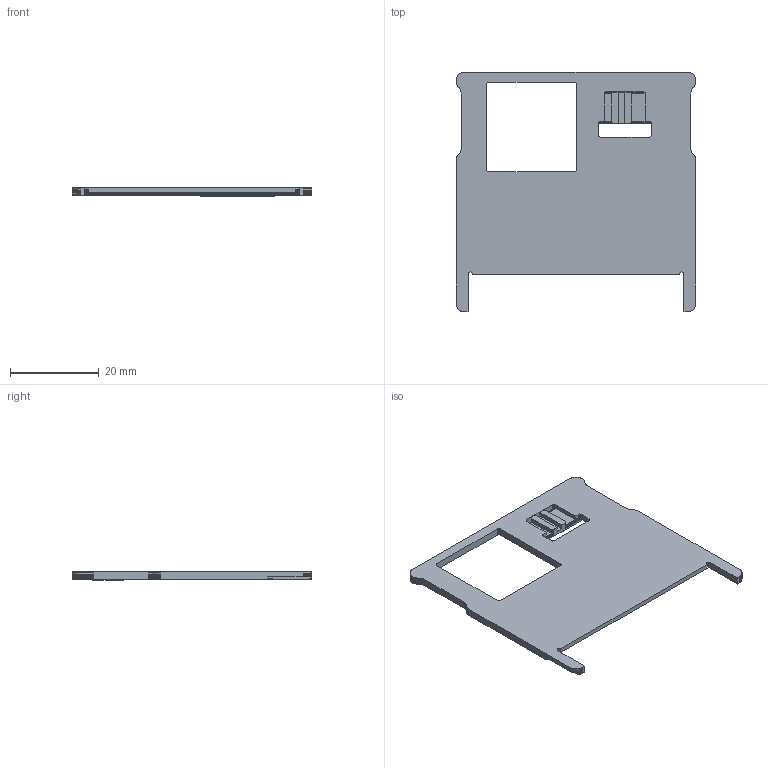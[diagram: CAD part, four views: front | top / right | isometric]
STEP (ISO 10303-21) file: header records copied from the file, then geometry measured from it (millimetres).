
FILE_DESCRIPTION(('FreeCAD Model'),'2;1');
FILE_NAME('Open CASCADE Shape Model','2024-10-04T17:40:03',(''),(''), 'Open CASCADE STEP processor 7.6','FreeCAD','Unknown');
FILE_SCHEMA(('AP242_MANAGED_MODEL_BASED_3D_ENGINEERING_MIM_LF. {1 0 10303 442 1 1 4 }'));
Length unit declared in the file: millimetre
Products named in the file (1): WP_2_IC_Card_Cover_MRAM_512_shielded002
Bounding box: 54 x 54 x 1.85 mm (x, y, z)
Surface area: 4886.7 mm2 (no closed solid volume)
Topology: 0 solids, 2 shells, 2456 faces, 4197 edges, 1746 vertices
Faces by surface type: plane 2456
Entity records: 52570 total; most frequent: DIRECTION 9111, CARTESIAN_POINT 8400, ORIENTED_EDGE 8394, EDGE_CURVE 4197, LINE 4197, VECTOR 4197, FACE_BOUND 2461, EDGE_LOOP 2461
